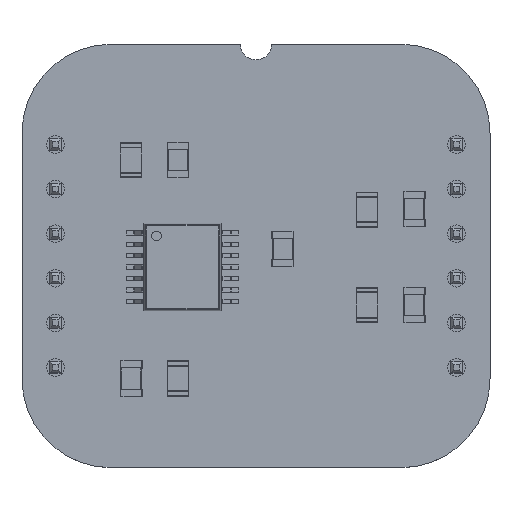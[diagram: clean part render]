
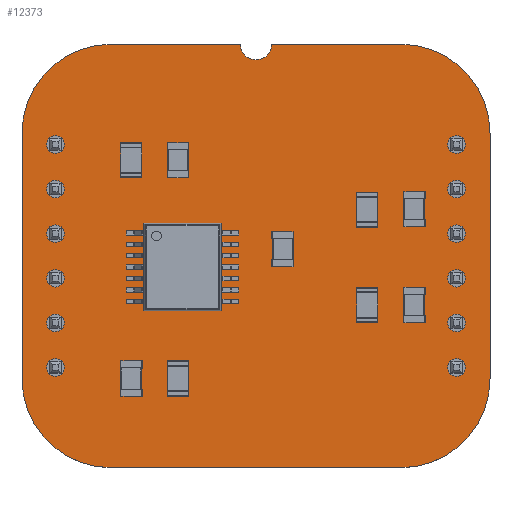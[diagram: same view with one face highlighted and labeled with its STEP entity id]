
A CAD part, top view. The second image highlights one B-rep face of the part: STEP entity #12373.
In plain terms, the highlighted planar face has unit normal (0, 0, 1).
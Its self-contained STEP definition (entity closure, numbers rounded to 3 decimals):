
#12075 = VERTEX_POINT('',#12076);
#12076 = CARTESIAN_POINT('',(10.541,5.715,0.7));
#12082 = EDGE_CURVE('',#12075,#12083,#12085,.T.);
#12083 = VERTEX_POINT('',#12084);
#12084 = CARTESIAN_POINT('',(12.319,5.715,0.7));
#12085 = CIRCLE('',#12086,0.889);
#12086 = AXIS2_PLACEMENT_3D('',#12087,#12088,#12089);
#12087 = CARTESIAN_POINT('',(11.43,5.715,0.7));
#12088 = DIRECTION('',(0.,0.,1.));
#12089 = DIRECTION('',(-1.,0.,0.));
#12117 = VERTEX_POINT('',#12118);
#12118 = CARTESIAN_POINT('',(3.175,5.715,0.7));
#12124 = EDGE_CURVE('',#12117,#12075,#12125,.T.);
#12125 = LINE('',#12126,#12127);
#12126 = CARTESIAN_POINT('',(3.175,5.715,0.7));
#12127 = VECTOR('',#12128,1.);
#12128 = DIRECTION('',(1.,0.,0.));
#12146 = EDGE_CURVE('',#12083,#12147,#12149,.T.);
#12147 = VERTEX_POINT('',#12148);
#12148 = CARTESIAN_POINT('',(19.685,5.715,0.7));
#12149 = LINE('',#12150,#12151);
#12150 = CARTESIAN_POINT('',(12.319,5.715,0.7));
#12151 = VECTOR('',#12152,1.);
#12152 = DIRECTION('',(1.,0.,0.));
#12373 = ADVANCED_FACE('',(#12374,#12437,#12448,#12459,#12470,#12481,
    #12492,#12503,#12514,#12525,#12536,#12547,#12558),#12569,.T.);
#12374 = FACE_BOUND('',#12375,.T.);
#12375 = EDGE_LOOP('',(#12376,#12377,#12378,#12387,#12395,#12404,#12412,
    #12421,#12429,#12436));
#12376 = ORIENTED_EDGE('',*,*,#12082,.F.);
#12377 = ORIENTED_EDGE('',*,*,#12124,.F.);
#12378 = ORIENTED_EDGE('',*,*,#12379,.F.);
#12379 = EDGE_CURVE('',#12380,#12117,#12382,.T.);
#12380 = VERTEX_POINT('',#12381);
#12381 = CARTESIAN_POINT('',(-1.905,0.635,0.7));
#12382 = CIRCLE('',#12383,5.08);
#12383 = AXIS2_PLACEMENT_3D('',#12384,#12385,#12386);
#12384 = CARTESIAN_POINT('',(3.175,0.635,0.7));
#12385 = DIRECTION('',(0.,0.,-1.));
#12386 = DIRECTION('',(-1.,0.,0.));
#12387 = ORIENTED_EDGE('',*,*,#12388,.F.);
#12388 = EDGE_CURVE('',#12389,#12380,#12391,.T.);
#12389 = VERTEX_POINT('',#12390);
#12390 = CARTESIAN_POINT('',(-1.905,-13.335,0.7));
#12391 = LINE('',#12392,#12393);
#12392 = CARTESIAN_POINT('',(-1.905,-13.335,0.7));
#12393 = VECTOR('',#12394,1.);
#12394 = DIRECTION('',(0.,1.,0.));
#12395 = ORIENTED_EDGE('',*,*,#12396,.F.);
#12396 = EDGE_CURVE('',#12397,#12389,#12399,.T.);
#12397 = VERTEX_POINT('',#12398);
#12398 = CARTESIAN_POINT('',(3.175,-18.415,0.7));
#12399 = CIRCLE('',#12400,5.08);
#12400 = AXIS2_PLACEMENT_3D('',#12401,#12402,#12403);
#12401 = CARTESIAN_POINT('',(3.175,-13.335,0.7));
#12402 = DIRECTION('',(0.,0.,-1.));
#12403 = DIRECTION('',(0.,-1.,-0.));
#12404 = ORIENTED_EDGE('',*,*,#12405,.F.);
#12405 = EDGE_CURVE('',#12406,#12397,#12408,.T.);
#12406 = VERTEX_POINT('',#12407);
#12407 = CARTESIAN_POINT('',(19.685,-18.415,0.7));
#12408 = LINE('',#12409,#12410);
#12409 = CARTESIAN_POINT('',(19.685,-18.415,0.7));
#12410 = VECTOR('',#12411,1.);
#12411 = DIRECTION('',(-1.,0.,0.));
#12412 = ORIENTED_EDGE('',*,*,#12413,.F.);
#12413 = EDGE_CURVE('',#12414,#12406,#12416,.T.);
#12414 = VERTEX_POINT('',#12415);
#12415 = CARTESIAN_POINT('',(24.765,-13.335,0.7));
#12416 = CIRCLE('',#12417,5.08);
#12417 = AXIS2_PLACEMENT_3D('',#12418,#12419,#12420);
#12418 = CARTESIAN_POINT('',(19.685,-13.335,0.7));
#12419 = DIRECTION('',(0.,0.,-1.));
#12420 = DIRECTION('',(1.,0.,0.));
#12421 = ORIENTED_EDGE('',*,*,#12422,.F.);
#12422 = EDGE_CURVE('',#12423,#12414,#12425,.T.);
#12423 = VERTEX_POINT('',#12424);
#12424 = CARTESIAN_POINT('',(24.765,0.635,0.7));
#12425 = LINE('',#12426,#12427);
#12426 = CARTESIAN_POINT('',(24.765,0.635,0.7));
#12427 = VECTOR('',#12428,1.);
#12428 = DIRECTION('',(0.,-1.,0.));
#12429 = ORIENTED_EDGE('',*,*,#12430,.F.);
#12430 = EDGE_CURVE('',#12147,#12423,#12431,.T.);
#12431 = CIRCLE('',#12432,5.08);
#12432 = AXIS2_PLACEMENT_3D('',#12433,#12434,#12435);
#12433 = CARTESIAN_POINT('',(19.685,0.635,0.7));
#12434 = DIRECTION('',(0.,0.,-1.));
#12435 = DIRECTION('',(0.,1.,0.));
#12436 = ORIENTED_EDGE('',*,*,#12146,.F.);
#12437 = FACE_BOUND('',#12438,.T.);
#12438 = EDGE_LOOP('',(#12439));
#12439 = ORIENTED_EDGE('',*,*,#12440,.T.);
#12440 = EDGE_CURVE('',#12441,#12441,#12443,.T.);
#12441 = VERTEX_POINT('',#12442);
#12442 = CARTESIAN_POINT('',(0.,-13.2,0.7));
#12443 = CIRCLE('',#12444,0.5);
#12444 = AXIS2_PLACEMENT_3D('',#12445,#12446,#12447);
#12445 = CARTESIAN_POINT('',(0.,-12.7,0.7));
#12446 = DIRECTION('',(-0.,0.,-1.));
#12447 = DIRECTION('',(0.,-1.,-0.));
#12448 = FACE_BOUND('',#12449,.T.);
#12449 = EDGE_LOOP('',(#12450));
#12450 = ORIENTED_EDGE('',*,*,#12451,.T.);
#12451 = EDGE_CURVE('',#12452,#12452,#12454,.T.);
#12452 = VERTEX_POINT('',#12453);
#12453 = CARTESIAN_POINT('',(0.,-10.66,0.7));
#12454 = CIRCLE('',#12455,0.5);
#12455 = AXIS2_PLACEMENT_3D('',#12456,#12457,#12458);
#12456 = CARTESIAN_POINT('',(0.,-10.16,0.7));
#12457 = DIRECTION('',(-0.,0.,-1.));
#12458 = DIRECTION('',(0.,-1.,-0.));
#12459 = FACE_BOUND('',#12460,.T.);
#12460 = EDGE_LOOP('',(#12461));
#12461 = ORIENTED_EDGE('',*,*,#12462,.T.);
#12462 = EDGE_CURVE('',#12463,#12463,#12465,.T.);
#12463 = VERTEX_POINT('',#12464);
#12464 = CARTESIAN_POINT('',(0.,-8.12,0.7));
#12465 = CIRCLE('',#12466,0.5);
#12466 = AXIS2_PLACEMENT_3D('',#12467,#12468,#12469);
#12467 = CARTESIAN_POINT('',(0.,-7.62,0.7));
#12468 = DIRECTION('',(-0.,0.,-1.));
#12469 = DIRECTION('',(-0.,-1.,0.));
#12470 = FACE_BOUND('',#12471,.T.);
#12471 = EDGE_LOOP('',(#12472));
#12472 = ORIENTED_EDGE('',*,*,#12473,.T.);
#12473 = EDGE_CURVE('',#12474,#12474,#12476,.T.);
#12474 = VERTEX_POINT('',#12475);
#12475 = CARTESIAN_POINT('',(22.86,-13.2,0.7));
#12476 = CIRCLE('',#12477,0.5);
#12477 = AXIS2_PLACEMENT_3D('',#12478,#12479,#12480);
#12478 = CARTESIAN_POINT('',(22.86,-12.7,0.7));
#12479 = DIRECTION('',(-0.,0.,-1.));
#12480 = DIRECTION('',(-0.,-1.,0.));
#12481 = FACE_BOUND('',#12482,.T.);
#12482 = EDGE_LOOP('',(#12483));
#12483 = ORIENTED_EDGE('',*,*,#12484,.T.);
#12484 = EDGE_CURVE('',#12485,#12485,#12487,.T.);
#12485 = VERTEX_POINT('',#12486);
#12486 = CARTESIAN_POINT('',(22.86,-10.66,0.7));
#12487 = CIRCLE('',#12488,0.5);
#12488 = AXIS2_PLACEMENT_3D('',#12489,#12490,#12491);
#12489 = CARTESIAN_POINT('',(22.86,-10.16,0.7));
#12490 = DIRECTION('',(-0.,0.,-1.));
#12491 = DIRECTION('',(-0.,-1.,0.));
#12492 = FACE_BOUND('',#12493,.T.);
#12493 = EDGE_LOOP('',(#12494));
#12494 = ORIENTED_EDGE('',*,*,#12495,.T.);
#12495 = EDGE_CURVE('',#12496,#12496,#12498,.T.);
#12496 = VERTEX_POINT('',#12497);
#12497 = CARTESIAN_POINT('',(22.86,-8.12,0.7));
#12498 = CIRCLE('',#12499,0.5);
#12499 = AXIS2_PLACEMENT_3D('',#12500,#12501,#12502);
#12500 = CARTESIAN_POINT('',(22.86,-7.62,0.7));
#12501 = DIRECTION('',(-0.,0.,-1.));
#12502 = DIRECTION('',(-0.,-1.,0.));
#12503 = FACE_BOUND('',#12504,.T.);
#12504 = EDGE_LOOP('',(#12505));
#12505 = ORIENTED_EDGE('',*,*,#12506,.T.);
#12506 = EDGE_CURVE('',#12507,#12507,#12509,.T.);
#12507 = VERTEX_POINT('',#12508);
#12508 = CARTESIAN_POINT('',(0.,-5.58,0.7));
#12509 = CIRCLE('',#12510,0.5);
#12510 = AXIS2_PLACEMENT_3D('',#12511,#12512,#12513);
#12511 = CARTESIAN_POINT('',(0.,-5.08,0.7));
#12512 = DIRECTION('',(-0.,0.,-1.));
#12513 = DIRECTION('',(0.,-1.,-0.));
#12514 = FACE_BOUND('',#12515,.T.);
#12515 = EDGE_LOOP('',(#12516));
#12516 = ORIENTED_EDGE('',*,*,#12517,.T.);
#12517 = EDGE_CURVE('',#12518,#12518,#12520,.T.);
#12518 = VERTEX_POINT('',#12519);
#12519 = CARTESIAN_POINT('',(0.,-3.04,0.7));
#12520 = CIRCLE('',#12521,0.5);
#12521 = AXIS2_PLACEMENT_3D('',#12522,#12523,#12524);
#12522 = CARTESIAN_POINT('',(0.,-2.54,0.7));
#12523 = DIRECTION('',(-0.,0.,-1.));
#12524 = DIRECTION('',(0.,-1.,-0.));
#12525 = FACE_BOUND('',#12526,.T.);
#12526 = EDGE_LOOP('',(#12527));
#12527 = ORIENTED_EDGE('',*,*,#12528,.T.);
#12528 = EDGE_CURVE('',#12529,#12529,#12531,.T.);
#12529 = VERTEX_POINT('',#12530);
#12530 = CARTESIAN_POINT('',(0.,-0.5,0.7));
#12531 = CIRCLE('',#12532,0.5);
#12532 = AXIS2_PLACEMENT_3D('',#12533,#12534,#12535);
#12533 = CARTESIAN_POINT('',(0.,0.,0.7)
  );
#12534 = DIRECTION('',(-0.,0.,-1.));
#12535 = DIRECTION('',(0.,-1.,-0.));
#12536 = FACE_BOUND('',#12537,.T.);
#12537 = EDGE_LOOP('',(#12538));
#12538 = ORIENTED_EDGE('',*,*,#12539,.T.);
#12539 = EDGE_CURVE('',#12540,#12540,#12542,.T.);
#12540 = VERTEX_POINT('',#12541);
#12541 = CARTESIAN_POINT('',(22.86,-5.58,0.7));
#12542 = CIRCLE('',#12543,0.5);
#12543 = AXIS2_PLACEMENT_3D('',#12544,#12545,#12546);
#12544 = CARTESIAN_POINT('',(22.86,-5.08,0.7));
#12545 = DIRECTION('',(-0.,0.,-1.));
#12546 = DIRECTION('',(-0.,-1.,0.));
#12547 = FACE_BOUND('',#12548,.T.);
#12548 = EDGE_LOOP('',(#12549));
#12549 = ORIENTED_EDGE('',*,*,#12550,.T.);
#12550 = EDGE_CURVE('',#12551,#12551,#12553,.T.);
#12551 = VERTEX_POINT('',#12552);
#12552 = CARTESIAN_POINT('',(22.86,-3.04,0.7));
#12553 = CIRCLE('',#12554,0.5);
#12554 = AXIS2_PLACEMENT_3D('',#12555,#12556,#12557);
#12555 = CARTESIAN_POINT('',(22.86,-2.54,0.7));
#12556 = DIRECTION('',(-0.,0.,-1.));
#12557 = DIRECTION('',(-0.,-1.,0.));
#12558 = FACE_BOUND('',#12559,.T.);
#12559 = EDGE_LOOP('',(#12560));
#12560 = ORIENTED_EDGE('',*,*,#12561,.T.);
#12561 = EDGE_CURVE('',#12562,#12562,#12564,.T.);
#12562 = VERTEX_POINT('',#12563);
#12563 = CARTESIAN_POINT('',(22.86,-0.5,0.7));
#12564 = CIRCLE('',#12565,0.5);
#12565 = AXIS2_PLACEMENT_3D('',#12566,#12567,#12568);
#12566 = CARTESIAN_POINT('',(22.86,0.,0.7));
#12567 = DIRECTION('',(-0.,0.,-1.));
#12568 = DIRECTION('',(-0.,-1.,0.));
#12569 = PLANE('',#12570);
#12570 = AXIS2_PLACEMENT_3D('',#12571,#12572,#12573);
#12571 = CARTESIAN_POINT('',(0.,0.,0.7));
#12572 = DIRECTION('',(0.,0.,1.));
#12573 = DIRECTION('',(1.,0.,-0.));
